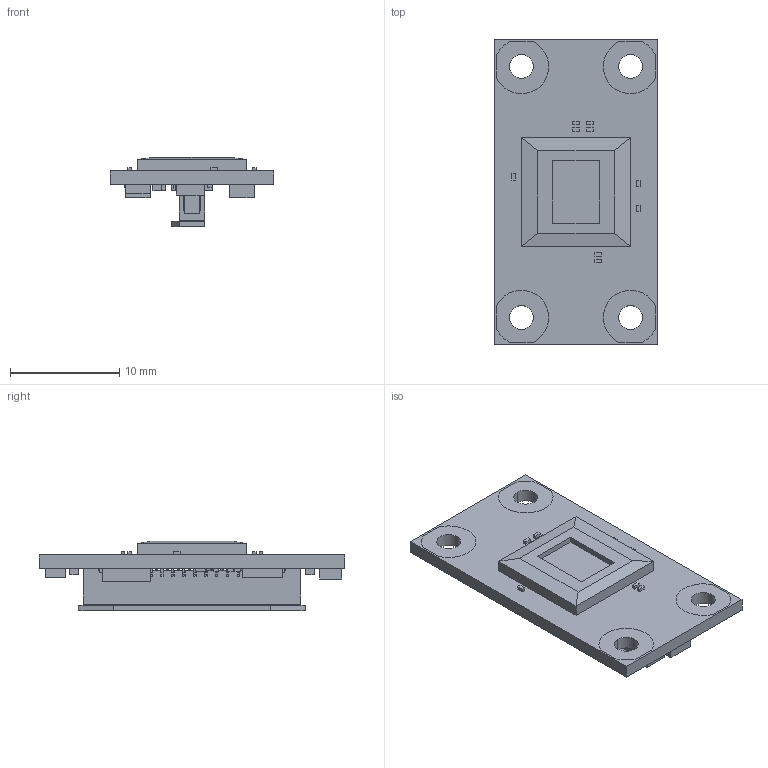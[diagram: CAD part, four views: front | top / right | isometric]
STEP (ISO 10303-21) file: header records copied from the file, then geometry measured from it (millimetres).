
FILE_DESCRIPTION(/* description */ ('VariCAD 2015-3.01 AP-214'),/* implementation_level */ '2;1');
FILE_NAME(/* name */ '0353-00-15.stp',/* time_stamp */ '2015-12-16T17:14:38-07:00',/* author */ (''),/* organization */ (''),/* preprocessor_version */ 'ST-DEVELOPER v14',/* originating_system */ 'VariCAD 2015-3.01; kernel version (20130303)',/* authorisation */ '');
FILE_SCHEMA (('AUTOMOTIVE_DESIGN'));
Products named in the file (2): 0353-00-15
Assembly tree (1 placements, depth 2):
  0353-00-15
    0353-00-15
Bounding box: 15 x 28 x 6.35 mm (x, y, z)
Volume: 792 mm3; surface area: 1977.5 mm2
Topology: 1 solids, 1 shells, 1744 faces, 5547 edges, 3680 vertices
Faces by surface type: plane 1578, cylinder 166
Entity records: 72891 total; most frequent: ORIENTED_EDGE 11094, CARTESIAN_POINT 10975, DIRECTION 9397, EDGE_CURVE 5547, LINE 5193, VECTOR 5193, VERTEX_POINT 3680, AXIS2_PLACEMENT_3D 2102
